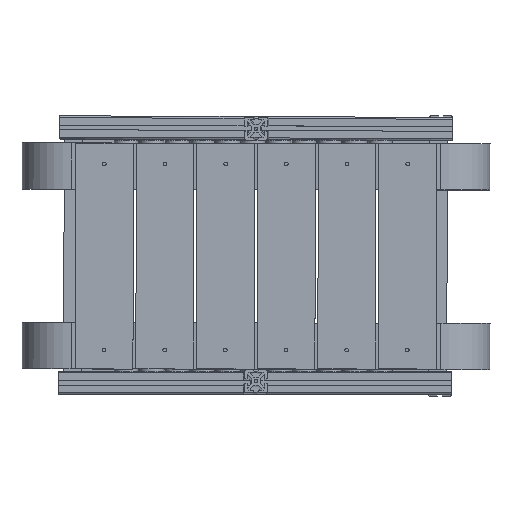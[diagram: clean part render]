
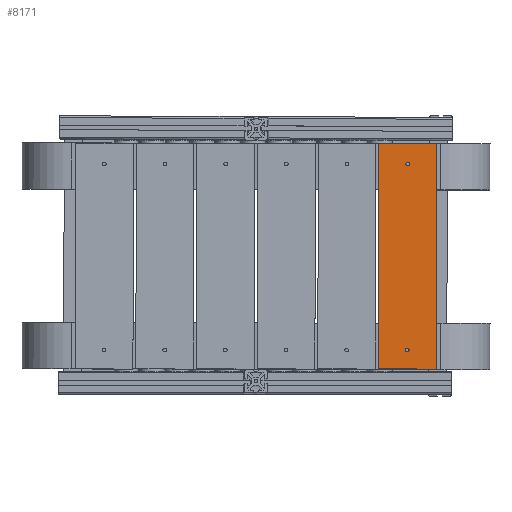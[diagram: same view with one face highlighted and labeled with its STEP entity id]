
A CAD part, top view. The second image highlights one B-rep face of the part: STEP entity #8171.
In plain terms, the highlighted face is planar.
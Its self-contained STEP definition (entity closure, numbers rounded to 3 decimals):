
#1063=LINE('',#13529,#2097);
#1067=LINE('',#13538,#2101);
#1070=LINE('',#13544,#2104);
#1073=LINE('',#13550,#2107);
#2097=VECTOR('',#11145,1000.);
#2101=VECTOR('',#11151,1000.);
#2104=VECTOR('',#11156,1000.);
#2107=VECTOR('',#11161,1000.);
#4477=ORIENTED_EDGE('',*,*,#5631,.T.);
#4478=ORIENTED_EDGE('',*,*,#5632,.T.);
#4479=ORIENTED_EDGE('',*,*,#5617,.F.);
#4480=ORIENTED_EDGE('',*,*,#5627,.F.);
#4481=ORIENTED_EDGE('',*,*,#5624,.F.);
#4482=ORIENTED_EDGE('',*,*,#5621,.F.);
#5617=EDGE_CURVE('',#6393,#6394,#1063,.T.);
#5621=EDGE_CURVE('',#6394,#6397,#1067,.T.);
#5624=EDGE_CURVE('',#6397,#6399,#1070,.T.);
#5627=EDGE_CURVE('',#6399,#6393,#1073,.T.);
#5631=EDGE_CURVE('',#6403,#6403,#6492,.T.);
#5632=EDGE_CURVE('',#6404,#6404,#6493,.T.);
#6393=VERTEX_POINT('',#13530);
#6394=VERTEX_POINT('',#13531);
#6397=VERTEX_POINT('',#13539);
#6399=VERTEX_POINT('',#13545);
#6403=VERTEX_POINT('',#13559);
#6404=VERTEX_POINT('',#13561);
#6492=CIRCLE('',#9001,3.175);
#6493=CIRCLE('',#9002,3.175);
#6939=EDGE_LOOP('',(#4477));
#6940=EDGE_LOOP('',(#4478));
#6941=EDGE_LOOP('',(#4479,#4480,#4481,#4482));
#7391=FACE_BOUND('',#6939,.T.);
#7392=FACE_BOUND('',#6940,.T.);
#7393=FACE_BOUND('',#6941,.T.);
#7757=PLANE('',#9000);
#8171=ADVANCED_FACE('',(#7391,#7392,#7393),#7757,.F.);
#9000=AXIS2_PLACEMENT_3D('',#13557,#11169,#11170);
#9001=AXIS2_PLACEMENT_3D('',#13558,#11171,#11172);
#9002=AXIS2_PLACEMENT_3D('',#13560,#11173,#11174);
#11145=DIRECTION('',(1.,0.,0.));
#11151=DIRECTION('',(0.,0.,1.));
#11156=DIRECTION('',(-1.,0.,0.));
#11161=DIRECTION('',(0.,0.,-1.));
#11169=DIRECTION('',(0.,-1.,0.));
#11170=DIRECTION('',(0.,0.,-1.));
#11171=DIRECTION('',(0.,-1.,0.));
#11172=DIRECTION('',(0.,0.,-1.));
#11173=DIRECTION('',(0.,-1.,0.));
#11174=DIRECTION('',(0.,0.,-1.));
#13529=CARTESIAN_POINT('',(-25.,-3.5,-195.));
#13530=CARTESIAN_POINT('',(-50.,-3.5,-195.));
#13531=CARTESIAN_POINT('',(50.,-3.5,-195.));
#13538=CARTESIAN_POINT('',(50.001,-3.5,-199.976));
#13539=CARTESIAN_POINT('',(49.907,-3.5,195.));
#13544=CARTESIAN_POINT('',(25.,-3.5,195.));
#13545=CARTESIAN_POINT('',(-49.907,-3.5,195.));
#13550=CARTESIAN_POINT('',(-49.906,-3.5,200.006));
#13557=CARTESIAN_POINT('',(0.,-3.5,0.));
#13558=CARTESIAN_POINT('',(0.231,-3.5,-162.41));
#13559=CARTESIAN_POINT('',(0.231,-3.5,-165.585));
#13560=CARTESIAN_POINT('',(0.095,-3.5,160.));
#13561=CARTESIAN_POINT('',(0.095,-3.5,156.825));
